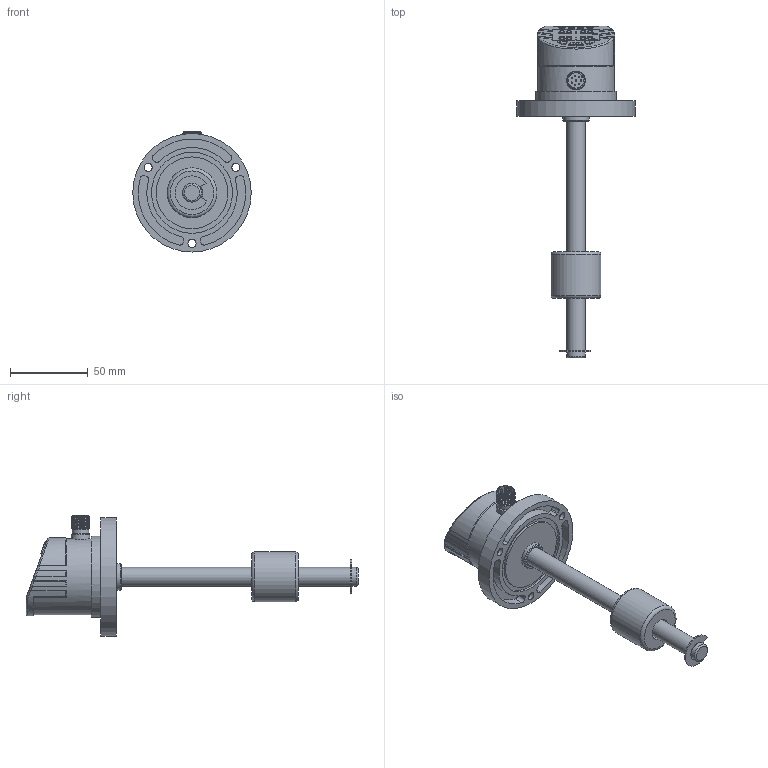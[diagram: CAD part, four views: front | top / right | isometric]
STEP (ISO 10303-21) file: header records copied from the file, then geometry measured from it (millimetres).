
FILE_DESCRIPTION(/* description */ (''),/* implementation_level */ '2;1');
FILE_NAME(/* name */ '（3D）LT400-L0150NM-量程150mm-NBR浮子-M12航空插头.stp',/* time_stamp */ '2023-06-21T08:59:50+08:00',/* author */ (''),/* organization */ (''),/* preprocessor_version */ 'ST-DEVELOPER v16',/* originating_system */ 'SIEMENS PLM Software NX 10.0',/* authorisation */ '');
FILE_SCHEMA (('CONFIG_CONTROL_DESIGN'));
Length unit declared in the file: millimetre
Products named in the file (1): LT400-上传网站
Bounding box: 76 x 213 x 77 mm (x, y, z)
Volume: 153384 mm3; surface area: 39722.6 mm2
Topology: 3 solids, 4 shells, 614 faces, 1514 edges, 995 vertices
Faces by surface type: plane 291, extrusion 125, cylinder 123, bspline 28, cone 21, torus 16, sphere 10
Full cylindrical faces by diameter (mm): 0.8 x8, 2 x4, 3 x4, 4 x4, 5.2 x3, 8 x4, 9.8 x1, 10.8 x1, 11 x1, 12 x3, 13 x1, 14 x1, 17 x1, 24 x1, 32 x1, 46 x1, 49 x2, 52 x2, 76 x1
Entity records: 25513 total; most frequent: CARTESIAN_POINT 12252, ORIENTED_EDGE 2802, DIRECTION 2236, EDGE_CURVE 1401, VERTEX_POINT 960, EDGE_LOOP 785, AXIS2_PLACEMENT_3D 767, VECTOR 702
